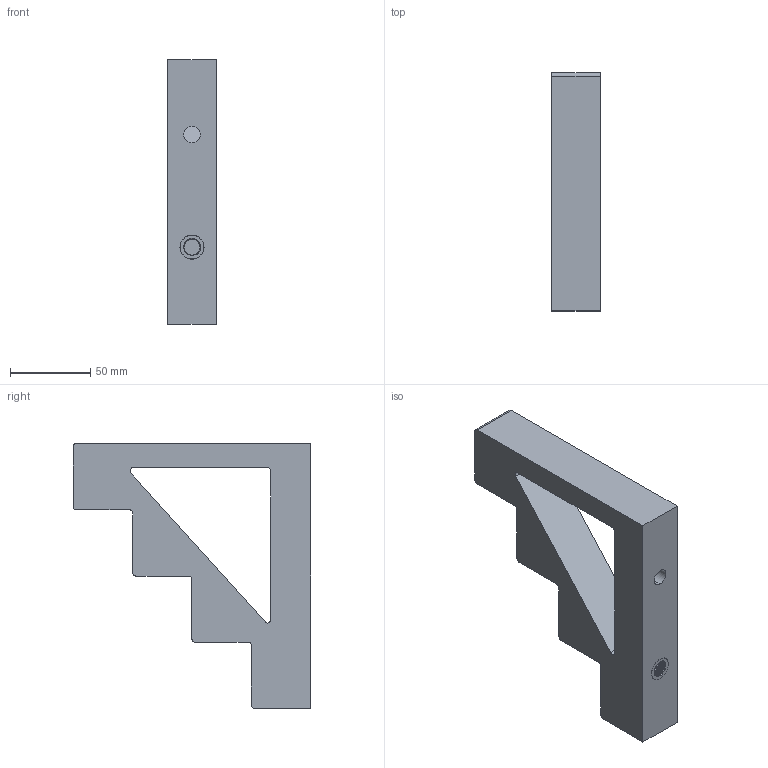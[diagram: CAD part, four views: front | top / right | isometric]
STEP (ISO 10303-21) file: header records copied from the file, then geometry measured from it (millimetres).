
FILE_DESCRIPTION (( 'STEP AP203' ), '1' );
FILE_NAME ('Èçîëÿòîðû øèííûå ëåñåíêà EKF PROxima (600À).STEP', '2016-11-02T19:36:32', ( '' ), ( '' ), 'SwSTEP 2.0', 'SolidWorks 2014', '' );
FILE_SCHEMA (( 'CONFIG_CONTROL_DESIGN' ));
Length unit declared in the file: millimetre
Products named in the file (4): Ì10õ12; Èçîëÿòîðû øèííûå ëåñåíêà EKF PROxima (600À); Ì8õ12
Assembly tree (6 placements, depth 2):
  Èçîëÿòîðû øèííûå ëåñåíêà EKF PROxima (600À)
    Èçîëÿòîðû øèííûå ëåñåíêà EKF PROxima (600À)
    Ì10õ12
    Ì8õ12  x4
Bounding box: 30 x 148 x 165 mm (x, y, z)
Volume: 317341.7 mm3; surface area: 57459.1 mm2
Topology: 6 solids, 6 shells, 735 faces, 2072 edges, 1364 vertices
Faces by surface type: plane 408, cone 164, cylinder 153, bspline 10
Entity records: 12460 total; most frequent: CARTESIAN_POINT 5311, ORIENTED_EDGE 1462, DIRECTION 1344, EDGE_CURVE 731, AXIS2_PLACEMENT_3D 479, VERTEX_POINT 476, VECTOR 386, LINE 386
